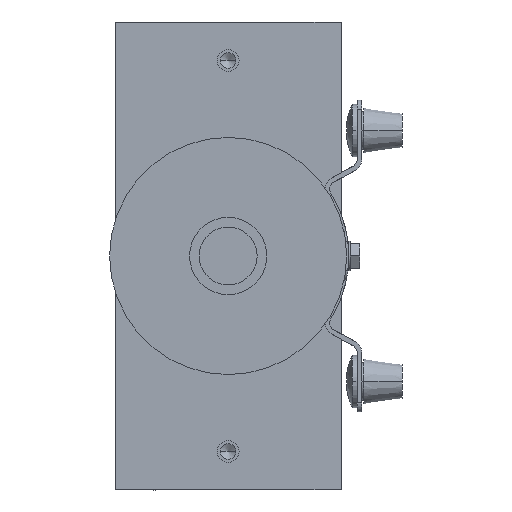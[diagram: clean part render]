
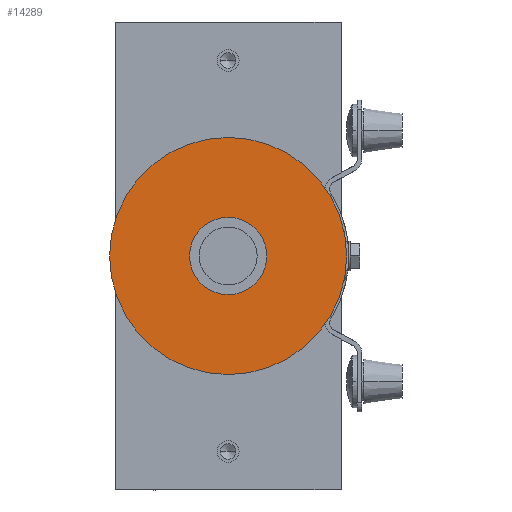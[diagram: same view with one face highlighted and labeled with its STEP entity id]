
A CAD part, left-side view. The second image highlights one B-rep face of the part: STEP entity #14289.
In plain terms, the highlighted planar face has unit normal (-1, 0, 0).
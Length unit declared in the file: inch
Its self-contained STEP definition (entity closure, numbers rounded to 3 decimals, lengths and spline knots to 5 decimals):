
#434 = CIRCLE ( 'NONE', #17543, 1.535 ) ;
#492 = AXIS2_PLACEMENT_3D ( 'NONE', #1575, #9867, #14382 ) ;
#511 = DIRECTION ( 'NONE',  ( 0., 0., -1. ) ) ;
#523 = CARTESIAN_POINT ( 'NONE',  ( -5.78, 0., 1.535 ) ) ;
#989 = AXIS2_PLACEMENT_3D ( 'NONE', #12578, #2612, #11197 ) ;
#1327 = ORIENTED_EDGE ( 'NONE', *, *, #10343, .F. ) ;
#1575 = CARTESIAN_POINT ( 'NONE',  ( -5.78, 0.5, 0. ) ) ;
#2612 = DIRECTION ( 'NONE',  ( 1., 0., 0. ) ) ;
#3079 = AXIS2_PLACEMENT_3D ( 'NONE', #11163, #15495, #12597 ) ;
#3315 = VERTEX_POINT ( 'NONE', #523 ) ;
#3379 = CIRCLE ( 'NONE', #18412, 1.535 ) ;
#3388 = ORIENTED_EDGE ( 'NONE', *, *, #14752, .T. ) ;
#3805 = EDGE_LOOP ( 'NONE', ( #14440, #1327 ) ) ;
#5560 = CARTESIAN_POINT ( 'NONE',  ( -5.78, 0., -1.535 ) ) ;
#5781 = ORIENTED_EDGE ( 'NONE', *, *, #9498, .T. ) ;
#6432 = FACE_BOUND ( 'NONE', #8048, .T. ) ;
#7848 = VERTEX_POINT ( 'NONE', #5560 ) ;
#8048 = EDGE_LOOP ( 'NONE', ( #3388, #5781 ) ) ;
#8881 = CIRCLE ( 'NONE', #3079, 0.5 ) ;
#9498 = EDGE_CURVE ( 'NONE', #16199, #10337, #14511, .T. ) ;
#9867 = DIRECTION ( 'NONE',  ( -1., 0., 0. ) ) ;
#10335 = DIRECTION ( 'NONE',  ( 1., 0., 0. ) ) ;
#10337 = VERTEX_POINT ( 'NONE', #11582 ) ;
#10343 = EDGE_CURVE ( 'NONE', #3315, #7848, #3379, .T. ) ;
#10400 = CARTESIAN_POINT ( 'NONE',  ( -5.78, 0., 0. ) ) ;
#10595 = DIRECTION ( 'NONE',  ( 0., 0., -1. ) ) ;
#11163 = CARTESIAN_POINT ( 'NONE',  ( -5.78, 0., 0. ) ) ;
#11184 = CARTESIAN_POINT ( 'NONE',  ( -5.78, 0., 0.5 ) ) ;
#11197 = DIRECTION ( 'NONE',  ( 0., 0., -1. ) ) ;
#11582 = CARTESIAN_POINT ( 'NONE',  ( -5.78, 0., -0.5 ) ) ;
#12028 = DIRECTION ( 'NONE',  ( 1., 0., 0. ) ) ;
#12578 = CARTESIAN_POINT ( 'NONE',  ( -5.78, 0., 0. ) ) ;
#12597 = DIRECTION ( 'NONE',  ( 0., 0., -1. ) ) ;
#12972 = PLANE ( 'NONE',  #492 ) ;
#13900 = EDGE_CURVE ( 'NONE', #7848, #3315, #434, .T. ) ;
#14289 = ADVANCED_FACE ( 'NONE', ( #6432, #15994 ), #12972, .T. ) ;
#14382 = DIRECTION ( 'NONE',  ( 0., 0., 1. ) ) ;
#14440 = ORIENTED_EDGE ( 'NONE', *, *, #13900, .F. ) ;
#14511 = CIRCLE ( 'NONE', #989, 0.5 ) ;
#14752 = EDGE_CURVE ( 'NONE', #10337, #16199, #8881, .T. ) ;
#15495 = DIRECTION ( 'NONE',  ( 1., 0., 0. ) ) ;
#15994 = FACE_OUTER_BOUND ( 'NONE', #3805, .T. ) ;
#16199 = VERTEX_POINT ( 'NONE', #11184 ) ;
#17443 = CARTESIAN_POINT ( 'NONE',  ( -5.78, 0., 0. ) ) ;
#17543 = AXIS2_PLACEMENT_3D ( 'NONE', #10400, #12028, #10595 ) ;
#18412 = AXIS2_PLACEMENT_3D ( 'NONE', #17443, #10335, #511 ) ;
